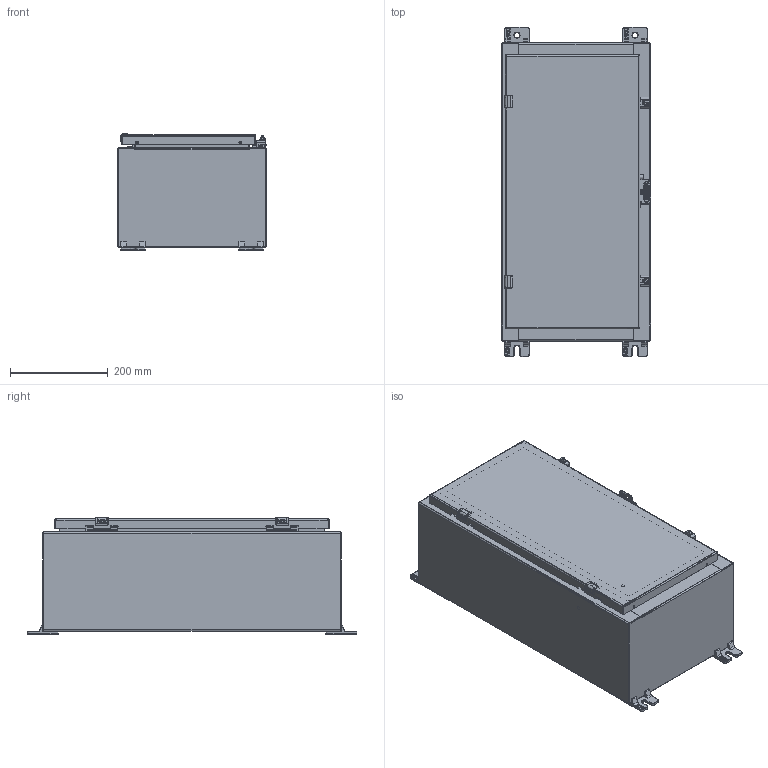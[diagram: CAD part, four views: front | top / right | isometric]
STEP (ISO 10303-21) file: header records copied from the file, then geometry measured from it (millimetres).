
FILE_DESCRIPTION (( 'STEP AP203' ), '1' );
FILE_NAME ('SCE-24H1208LP.step', '2021-02-09T15:22:37', ( 'ADC123' ), ( 'Microsoft' ), 'SwSTEP 2.0', 'SolidWorks 2019', '' );
FILE_SCHEMA (( 'CONFIG_CONTROL_DESIGN' ));
Length unit declared in the file: inch
Products named in the file (1): SCE-24H1208LP
Bounding box: 304.8 x 673.1 x 237.44 mm (x, y, z)
Surface area: 2093374.9 mm2 (no closed solid volume)
Topology: 0 solids, 60 shells, 3917 faces, 10363 edges, 6476 vertices
Faces by surface type: plane 1504, bspline 1208, cylinder 1128, cone 70, torus 7
Full cylindrical faces by diameter (mm): 1.016 x2, 3.454 x2, 3.962 x3, 3.978 x2, 4.064 x2, 4.318 x7, 4.369 x4, 4.775 x4, 4.978 x8, 5.182 x4, 5.207 x4, 5.232 x4, 5.537 x4, 6.096 x4, 6.198 x4, 6.299 x11, 6.35 x6, 6.363 x3, 6.756 x4, 7.137 x4, 7.874 x8, 7.925 x8, 8.433 x4, 9.296 x4, 9.322 x4, 9.525 x4, 9.55 x4, 11.112 x4, 11.125 x2, 12.7 x4
Entity records: 189737 total; most frequent: CARTESIAN_POINT 106004, ORIENTED_EDGE 19469, DIRECTION 13974, EDGE_CURVE 9744, VERTEX_POINT 6329, AXIS2_PLACEMENT_3D 4946, EDGE_LOOP 4439, FACE_OUTER_BOUND 4121
